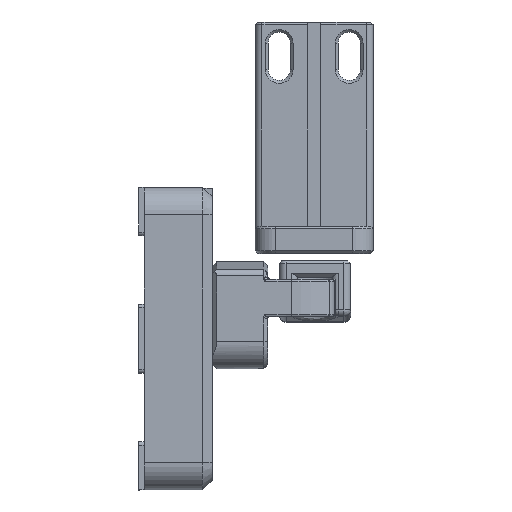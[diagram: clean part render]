
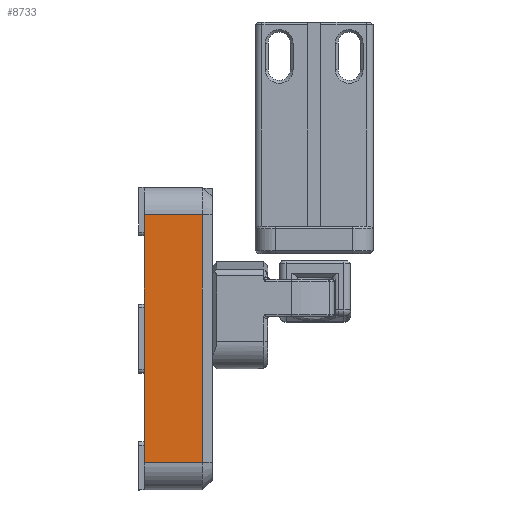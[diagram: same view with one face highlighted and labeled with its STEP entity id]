
A CAD part, left-side view. The second image highlights one B-rep face of the part: STEP entity #8733.
In plain terms, the highlighted planar face has unit normal (-1, 0, 0).
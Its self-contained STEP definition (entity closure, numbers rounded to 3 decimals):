
#467=PLANE('',#9412);
#720=FACE_OUTER_BOUND('',#1266,.T.);
#1266=EDGE_LOOP('',(#6151,#6152,#6153,#6154));
#1831=LINE('',#13363,#2551);
#1888=LINE('',#13572,#2608);
#1894=LINE('',#13585,#2614);
#1895=LINE('',#13587,#2615);
#2551=VECTOR('',#10416,10.);
#2608=VECTOR('',#10625,10.);
#2614=VECTOR('',#10641,10.);
#2615=VECTOR('',#10644,10.);
#3733=VERTEX_POINT('',#13360);
#3734=VERTEX_POINT('',#13362);
#3809=VERTEX_POINT('',#13566);
#3810=VERTEX_POINT('',#13570);
#4573=EDGE_CURVE('',#3733,#3734,#1831,.T.);
#4679=EDGE_CURVE('',#3810,#3809,#1888,.T.);
#4686=EDGE_CURVE('',#3809,#3733,#1894,.T.);
#4687=EDGE_CURVE('',#3734,#3810,#1895,.T.);
#6151=ORIENTED_EDGE('',*,*,#4679,.F.);
#6152=ORIENTED_EDGE('',*,*,#4687,.F.);
#6153=ORIENTED_EDGE('',*,*,#4573,.F.);
#6154=ORIENTED_EDGE('',*,*,#4686,.F.);
#8733=ADVANCED_FACE('',(#720),#467,.T.);
#9412=AXIS2_PLACEMENT_3D('',#13586,#10642,#10643);
#10416=DIRECTION('',(0.,-1.,0.));
#10625=DIRECTION('',(0.,1.,0.));
#10641=DIRECTION('',(0.,0.,1.));
#10642=DIRECTION('center_axis',(-1.,0.,0.));
#10643=DIRECTION('ref_axis',(0.,-1.,0.));
#10644=DIRECTION('',(0.,0.,-1.));
#13360=CARTESIAN_POINT('',(0.,-13.997,-4.9));
#13362=CARTESIAN_POINT('',(0.,-50.019,-4.9));
#13363=CARTESIAN_POINT('',(0.,-13.997,-4.9));
#13566=CARTESIAN_POINT('',(0.,-13.997,-13.386));
#13570=CARTESIAN_POINT('',(0.,-50.019,-13.386));
#13572=CARTESIAN_POINT('',(0.,-21.003,-13.386));
#13585=CARTESIAN_POINT('',(0.,-13.997,-14.8));
#13586=CARTESIAN_POINT('Origin',(0.,-9.997,
-14.8));
#13587=CARTESIAN_POINT('',(0.,-50.019,-14.8));
